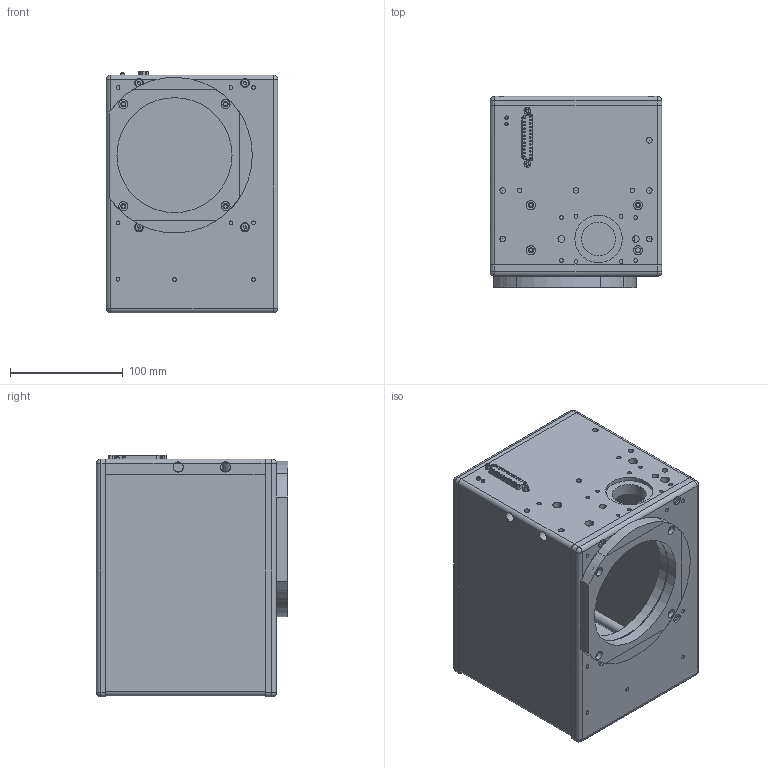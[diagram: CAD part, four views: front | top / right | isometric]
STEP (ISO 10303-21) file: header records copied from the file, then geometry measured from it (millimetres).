
FILE_DESCRIPTION (( 'STEP AP203' ), '1' );
FILE_NAME ('A79-30淥噩K2.STEP', '2022-07-01T06:22:38', ( 'Windows 蚚誧' ), ( '' ), 'SwSTEP 2.0', 'SolidWorks 2017', '' );
FILE_SCHEMA (( 'CONFIG_CONTROL_DESIGN' ));
Length unit declared in the file: millimetre
Products named in the file (1): A79-30淥噩K2
Bounding box: 152 x 169.5 x 214.5 mm (x, y, z)
Surface area: 360152.3 mm2 (no closed solid volume)
Topology: 0 solids, 28 shells, 284 faces, 945 edges, 658 vertices
Faces by surface type: cylinder 130, plane 122, cone 16, sphere 8, torus 8
Full cylindrical faces by diameter (mm): 1.3 x25, 2.658 x2, 3 x2, 3.3 x17, 4 x6, 4.5 x1, 5 x6, 6 x4, 7 x2, 8 x16, 9 x1, 30 x1, 42 x1, 102 x3
Entity records: 9670 total; most frequent: CARTESIAN_POINT 1783, DIRECTION 1739, ORIENTED_EDGE 1179, EDGE_CURVE 782, AXIS2_PLACEMENT_3D 678, VERTEX_POINT 614, EDGE_LOOP 527, CIRCLE 393
